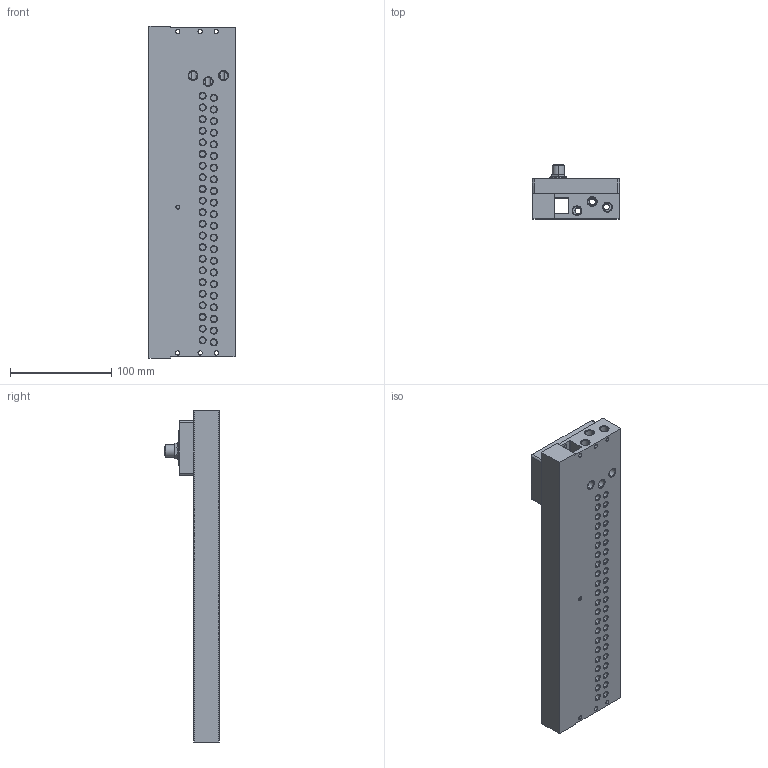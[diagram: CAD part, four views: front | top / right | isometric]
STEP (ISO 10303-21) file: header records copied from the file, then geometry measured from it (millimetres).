
FILE_DESCRIPTION (( 'STEP AP203' ), '1' );
FILE_NAME ('ES1VB-22F-M7LK32.STEP', '2022-07-27T11:41:00', ( '' ), ( '' ), 'SwSTEP 2.0', 'SolidWorks 2022', '' );
FILE_SCHEMA (( 'CONFIG_CONTROL_DESIGN' ));
Length unit declared in the file: millimetre
Products named in the file (1): ES1VB-22F-M7LK32
Bounding box: 86 x 53.6 x 328 mm (x, y, z)
Volume: 655090.5 mm3; surface area: 128663.2 mm2
Topology: 1 solids, 1 shells, 621 faces, 1414 edges, 902 vertices
Faces by surface type: cylinder 264, cone 200, plane 145, bspline 12
Entity records: 18099 total; most frequent: DIRECTION 3448, CARTESIAN_POINT 3274, ORIENTED_EDGE 2828, AXIS2_PLACEMENT_3D 1448, EDGE_CURVE 1414, VERTEX_POINT 902, CIRCLE 838, EDGE_LOOP 760
